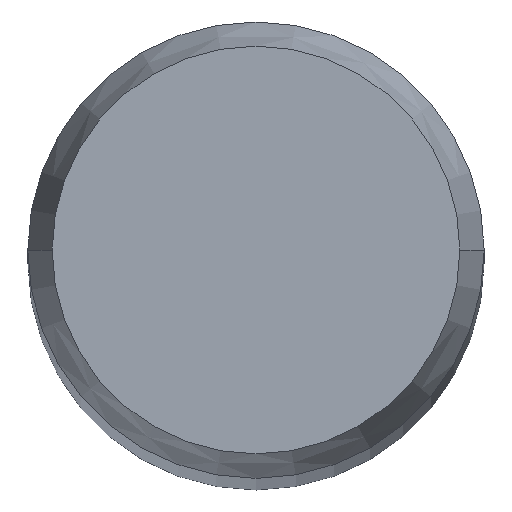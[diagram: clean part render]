
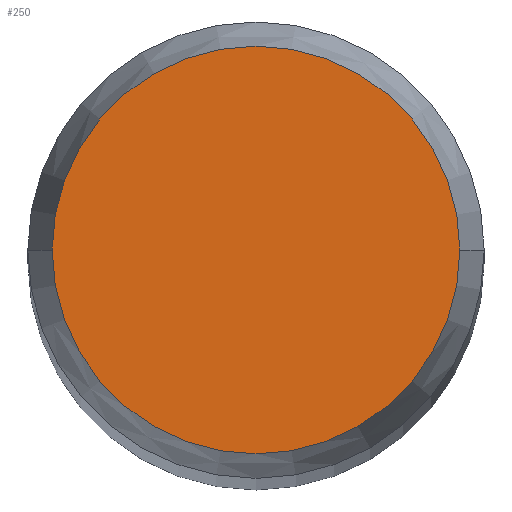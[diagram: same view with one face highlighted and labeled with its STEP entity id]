
A CAD part, top view. The second image highlights one B-rep face of the part: STEP entity #250.
In plain terms, the highlighted planar face has unit normal (0, 0, 1).
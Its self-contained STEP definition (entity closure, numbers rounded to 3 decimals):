
#70=CARTESIAN_POINT('',(-0.67,0.0,22.5));
#71=VERTEX_POINT('',#70);
#80=CARTESIAN_POINT('',(0.67,0.,22.5));
#81=VERTEX_POINT('',#80);
#82=CARTESIAN_POINT('',(0.0,0.0,22.5));
#83=DIRECTION('',(0.0,0.0,-1.0));
#84=DIRECTION('',(-1.0,0.0,0.0));
#85=AXIS2_PLACEMENT_3D('',#82,#83,#84);
#86=CIRCLE('',#85,0.67);
#87=EDGE_CURVE('',#71,#81,#86,.T.);
#231=CARTESIAN_POINT('',(0.0,0.0,22.5));
#232=DIRECTION('',(0.0,0.0,-1.0));
#233=DIRECTION('',(-1.0,0.0,0.0));
#234=AXIS2_PLACEMENT_3D('',#231,#232,#233);
#235=CIRCLE('',#234,0.67);
#236=EDGE_CURVE('',#81,#71,#235,.T.);
#241=CARTESIAN_POINT('',(0.0,0.0,22.5));
#242=DIRECTION('',(0.0,0.0,1.0));
#243=DIRECTION('',(1.0,0.0,0.0));
#244=AXIS2_PLACEMENT_3D('',#241,#242,#243);
#245=PLANE('',#244);
#246=ORIENTED_EDGE('',*,*,#236,.F.);
#247=ORIENTED_EDGE('',*,*,#87,.F.);
#248=EDGE_LOOP('',(#246,#247));
#249=FACE_OUTER_BOUND('',#248,.T.);
#250=ADVANCED_FACE('',(#249),#245,.T.);
